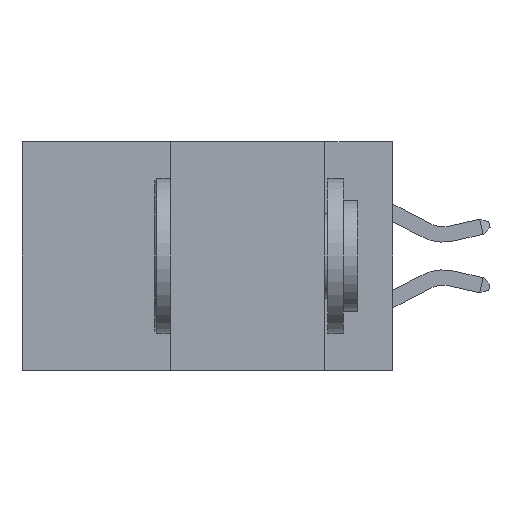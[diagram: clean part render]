
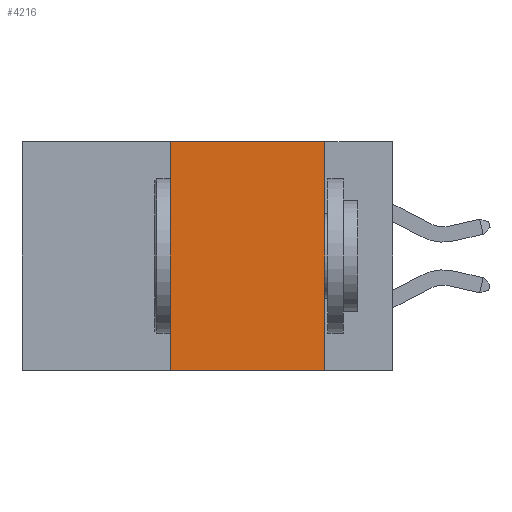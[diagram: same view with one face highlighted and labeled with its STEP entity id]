
A CAD part, left-side view. The second image highlights one B-rep face of the part: STEP entity #4216.
In plain terms, the highlighted planar face has unit normal (-1, 0, 0).
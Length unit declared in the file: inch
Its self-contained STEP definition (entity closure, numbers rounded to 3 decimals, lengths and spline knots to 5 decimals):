
#629 = DIRECTION ( 'NONE',  ( 0., 0., -1. ) ) ;
#713 = CARTESIAN_POINT ( 'NONE',  ( 0., 0.6, 0. ) ) ;
#1010 = CARTESIAN_POINT ( 'NONE',  ( 0., 0.11, 0. ) ) ;
#1255 = DIRECTION ( 'NONE',  ( 0., -1., 0. ) ) ;
#1760 = DIRECTION ( 'NONE',  ( 0., 0., -1. ) ) ;
#1789 = DIRECTION ( 'NONE',  ( 1., 0., 0. ) ) ;
#1803 = CARTESIAN_POINT ( 'NONE',  ( 0., 0.6, 0. ) ) ;
#1828 = LINE ( 'NONE', #713, #11563 ) ;
#1839 = PLANE ( 'NONE',  #6724 ) ;
#2156 = EDGE_CURVE ( 'NONE', #6670, #12397, #3318, .T. ) ;
#2420 = LINE ( 'NONE', #7238, #13800 ) ;
#2444 = ORIENTED_EDGE ( 'NONE', *, *, #2156, .F. ) ;
#2670 = EDGE_CURVE ( 'NONE', #8046, #7785, #15084, .T. ) ;
#3125 = DIRECTION ( 'NONE',  ( 0., -1., 0. ) ) ;
#3318 = LINE ( 'NONE', #12987, #15488 ) ;
#4082 = ORIENTED_EDGE ( 'NONE', *, *, #2670, .F. ) ;
#4216 = ADVANCED_FACE ( 'NONE', ( #8762 ), #1839, .F. ) ;
#5389 = CARTESIAN_POINT ( 'NONE',  ( 0., 0.11, -0.37 ) ) ;
#5458 = VECTOR ( 'NONE', #629, 39.37008 ) ;
#6280 = EDGE_CURVE ( 'NONE', #12397, #8046, #1828, .T. ) ;
#6407 = ORIENTED_EDGE ( 'NONE', *, *, #6575, .T. ) ;
#6575 = EDGE_CURVE ( 'NONE', #6670, #7785, #2420, .T. ) ;
#6670 = VERTEX_POINT ( 'NONE', #12454 ) ;
#6724 = AXIS2_PLACEMENT_3D ( 'NONE', #1803, #1789, #1760 ) ;
#7238 = CARTESIAN_POINT ( 'NONE',  ( 0., 0.6, -0.37 ) ) ;
#7785 = VERTEX_POINT ( 'NONE', #5389 ) ;
#8046 = VERTEX_POINT ( 'NONE', #9502 ) ;
#8762 = FACE_OUTER_BOUND ( 'NONE', #10599, .T. ) ;
#9057 = ORIENTED_EDGE ( 'NONE', *, *, #6280, .F. ) ;
#9384 = CARTESIAN_POINT ( 'NONE',  ( 0., 0.36, 0. ) ) ;
#9502 = CARTESIAN_POINT ( 'NONE',  ( 0., 0.11, 0. ) ) ;
#10599 = EDGE_LOOP ( 'NONE', ( #4082, #9057, #2444, #6407 ) ) ;
#11563 = VECTOR ( 'NONE', #3125, 39.37008 ) ;
#12397 = VERTEX_POINT ( 'NONE', #9384 ) ;
#12454 = CARTESIAN_POINT ( 'NONE',  ( 0., 0.36, -0.37 ) ) ;
#12937 = DIRECTION ( 'NONE',  ( 0., 0., 1. ) ) ;
#12987 = CARTESIAN_POINT ( 'NONE',  ( 0., 0.36, 0. ) ) ;
#13800 = VECTOR ( 'NONE', #1255, 39.37008 ) ;
#15084 = LINE ( 'NONE', #1010, #5458 ) ;
#15488 = VECTOR ( 'NONE', #12937, 39.37008 ) ;
